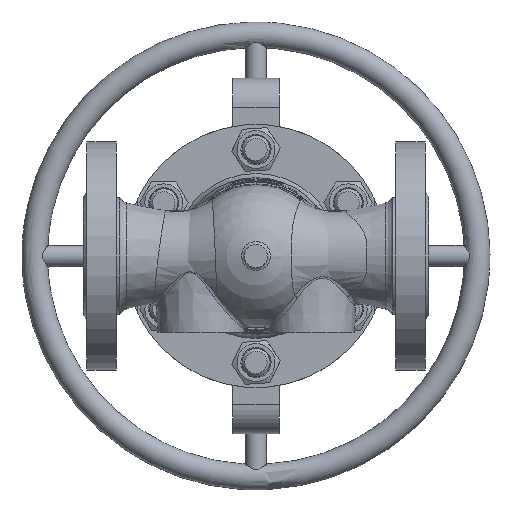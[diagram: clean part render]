
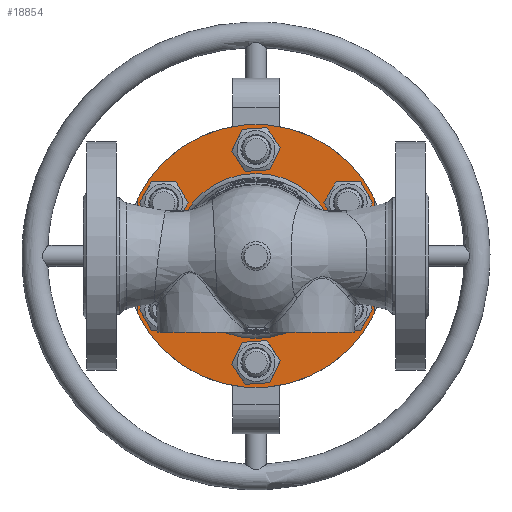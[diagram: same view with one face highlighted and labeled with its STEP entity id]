
A CAD part, front view. The second image highlights one B-rep face of the part: STEP entity #18854.
In plain terms, the highlighted planar face has unit normal (0, -1, 0).
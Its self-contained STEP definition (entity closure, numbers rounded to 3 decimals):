
#15293 = EDGE_CURVE('',#15294,#15296,#15298,.T.);
#15294 = VERTEX_POINT('',#15295);
#15295 = CARTESIAN_POINT('',(101.,129.954,
    -49.55));
#15296 = VERTEX_POINT('',#15297);
#15297 = CARTESIAN_POINT('',(101.,129.954,
    49.55));
#15298 = LINE('',#15299,#15300);
#15299 = CARTESIAN_POINT('',(101.,129.954,
    -49.55));
#15300 = VECTOR('',#15301,1.);
#15301 = DIRECTION('',(0.,0.,1.));
#15325 = EDGE_CURVE('',#15326,#15294,#15328,.T.);
#15326 = VERTEX_POINT('',#15327);
#15327 = CARTESIAN_POINT('',(-101.,129.954,-49.55));
#15328 = CIRCLE('',#15329,112.5);
#15329 = AXIS2_PLACEMENT_3D('',#15330,#15331,#15332);
#15330 = CARTESIAN_POINT('',(0.,129.954,
    0.));
#15331 = DIRECTION('',(0.,-1.,0.));
#15332 = DIRECTION('',(-0.898,-0.,-0.44));
#15349 = EDGE_CURVE('',#15350,#15326,#15352,.T.);
#15350 = VERTEX_POINT('',#15351);
#15351 = CARTESIAN_POINT('',(-101.,129.954,49.55));
#15352 = LINE('',#15353,#15354);
#15353 = CARTESIAN_POINT('',(-101.,129.954,49.55));
#15354 = VECTOR('',#15355,1.);
#15355 = DIRECTION('',(0.,0.,-1.));
#15376 = EDGE_CURVE('',#15296,#15350,#15377,.T.);
#15377 = CIRCLE('',#15378,112.5);
#15378 = AXIS2_PLACEMENT_3D('',#15379,#15380,#15381);
#15379 = CARTESIAN_POINT('',(0.,129.954,
    0.));
#15380 = DIRECTION('',(0.,-1.,0.));
#15381 = DIRECTION('',(0.898,0.,0.44));
#18854 = ADVANCED_FACE('',(#18855,#18861,#18872,#18883,#18894,#18905,
    #18916,#18927),#18938,.F.);
#18855 = FACE_BOUND('',#18856,.T.);
#18856 = EDGE_LOOP('',(#18857,#18858,#18859,#18860));
#18857 = ORIENTED_EDGE('',*,*,#15293,.T.);
#18858 = ORIENTED_EDGE('',*,*,#15376,.T.);
#18859 = ORIENTED_EDGE('',*,*,#15349,.T.);
#18860 = ORIENTED_EDGE('',*,*,#15325,.T.);
#18861 = FACE_BOUND('',#18862,.T.);
#18862 = EDGE_LOOP('',(#18863));
#18863 = ORIENTED_EDGE('',*,*,#18864,.T.);
#18864 = EDGE_CURVE('',#18865,#18865,#18867,.T.);
#18865 = VERTEX_POINT('',#18866);
#18866 = CARTESIAN_POINT('',(-70.708,129.954,
    59.53));
#18867 = CIRCLE('',#18868,16.2);
#18868 = AXIS2_PLACEMENT_3D('',#18869,#18870,#18871);
#18869 = CARTESIAN_POINT('',(-78.808,129.954,45.5));
#18870 = DIRECTION('',(0.,1.,0.));
#18871 = DIRECTION('',(0.5,-0.,0.866));
#18872 = FACE_BOUND('',#18873,.T.);
#18873 = EDGE_LOOP('',(#18874));
#18874 = ORIENTED_EDGE('',*,*,#18875,.T.);
#18875 = EDGE_CURVE('',#18876,#18876,#18878,.T.);
#18876 = VERTEX_POINT('',#18877);
#18877 = CARTESIAN_POINT('',(86.908,129.954,
    -31.47));
#18878 = CIRCLE('',#18879,16.2);
#18879 = AXIS2_PLACEMENT_3D('',#18880,#18881,#18882);
#18880 = CARTESIAN_POINT('',(78.808,129.954,-45.5));
#18881 = DIRECTION('',(0.,1.,0.));
#18882 = DIRECTION('',(0.5,-0.,0.866));
#18883 = FACE_BOUND('',#18884,.T.);
#18884 = EDGE_LOOP('',(#18885));
#18885 = ORIENTED_EDGE('',*,*,#18886,.T.);
#18886 = EDGE_CURVE('',#18887,#18887,#18889,.T.);
#18887 = VERTEX_POINT('',#18888);
#18888 = CARTESIAN_POINT('',(-70.708,129.954,
    -31.47));
#18889 = CIRCLE('',#18890,16.2);
#18890 = AXIS2_PLACEMENT_3D('',#18891,#18892,#18893);
#18891 = CARTESIAN_POINT('',(-78.808,129.954,-45.5));
#18892 = DIRECTION('',(0.,1.,0.));
#18893 = DIRECTION('',(0.5,-0.,0.866));
#18894 = FACE_BOUND('',#18895,.T.);
#18895 = EDGE_LOOP('',(#18896));
#18896 = ORIENTED_EDGE('',*,*,#18897,.T.);
#18897 = EDGE_CURVE('',#18898,#18898,#18900,.T.);
#18898 = VERTEX_POINT('',#18899);
#18899 = CARTESIAN_POINT('',(86.908,129.954,
    59.53));
#18900 = CIRCLE('',#18901,16.2);
#18901 = AXIS2_PLACEMENT_3D('',#18902,#18903,#18904);
#18902 = CARTESIAN_POINT('',(78.808,129.954,45.5));
#18903 = DIRECTION('',(0.,1.,0.));
#18904 = DIRECTION('',(0.5,-0.,0.866));
#18905 = FACE_BOUND('',#18906,.T.);
#18906 = EDGE_LOOP('',(#18907));
#18907 = ORIENTED_EDGE('',*,*,#18908,.T.);
#18908 = EDGE_CURVE('',#18909,#18909,#18911,.T.);
#18909 = VERTEX_POINT('',#18910);
#18910 = CARTESIAN_POINT('',(9.013,129.954,
    -104.461));
#18911 = CIRCLE('',#18912,16.2);
#18912 = AXIS2_PLACEMENT_3D('',#18913,#18914,#18915);
#18913 = CARTESIAN_POINT('',(0.,129.954,-91.));
#18914 = DIRECTION('',(0.,1.,0.));
#18915 = DIRECTION('',(0.556,0.,-0.831));
#18916 = FACE_BOUND('',#18917,.T.);
#18917 = EDGE_LOOP('',(#18918));
#18918 = ORIENTED_EDGE('',*,*,#18919,.T.);
#18919 = EDGE_CURVE('',#18920,#18920,#18922,.T.);
#18920 = VERTEX_POINT('',#18921);
#18921 = CARTESIAN_POINT('',(-9.013,129.954,
    104.461));
#18922 = CIRCLE('',#18923,16.2);
#18923 = AXIS2_PLACEMENT_3D('',#18924,#18925,#18926);
#18924 = CARTESIAN_POINT('',(0.,129.954,91.));
#18925 = DIRECTION('',(0.,1.,0.));
#18926 = DIRECTION('',(-0.556,0.,0.831));
#18927 = FACE_BOUND('',#18928,.T.);
#18928 = EDGE_LOOP('',(#18929));
#18929 = ORIENTED_EDGE('',*,*,#18930,.F.);
#18930 = EDGE_CURVE('',#18931,#18931,#18933,.T.);
#18931 = VERTEX_POINT('',#18932);
#18932 = CARTESIAN_POINT('',(70.5,129.954,
    0.));
#18933 = CIRCLE('',#18934,70.5);
#18934 = AXIS2_PLACEMENT_3D('',#18935,#18936,#18937);
#18935 = CARTESIAN_POINT('',(0.,129.954,
    0.));
#18936 = DIRECTION('',(0.,-1.,0.));
#18937 = DIRECTION('',(1.,0.,0.));
#18938 = PLANE('',#18939);
#18939 = AXIS2_PLACEMENT_3D('',#18940,#18941,#18942);
#18940 = CARTESIAN_POINT('',(0.,129.954,
    0.));
#18941 = DIRECTION('',(0.,1.,0.));
#18942 = DIRECTION('',(1.,0.,0.));
